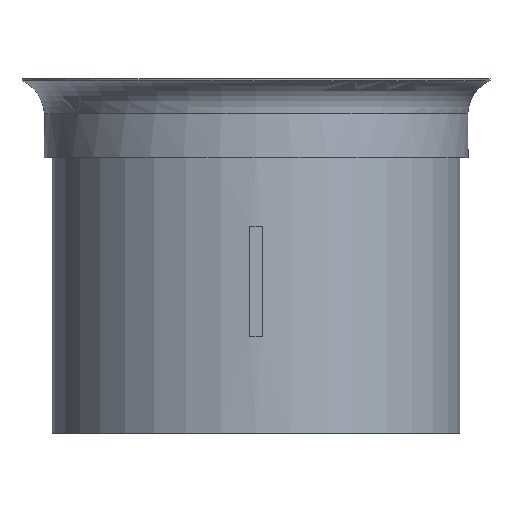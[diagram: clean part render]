
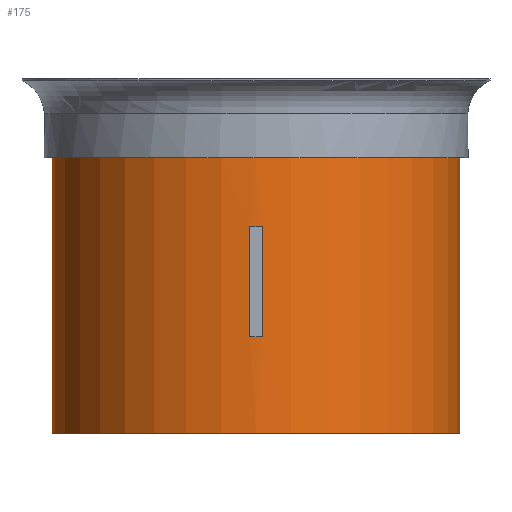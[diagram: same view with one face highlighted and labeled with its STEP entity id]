
A CAD part, left-side view. The second image highlights one B-rep face of the part: STEP entity #175.
In plain terms, the highlighted cylindrical face has radius 37 mm (diameter 74 mm), a full revolution.
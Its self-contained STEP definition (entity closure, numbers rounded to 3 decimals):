
#175=ADVANCED_FACE('',(#687,#689,#691,#693),#695,.T.);
#687=FACE_BOUND('',#688,.T.);
#688=EDGE_LOOP('',(#1115,#1116,#1117,#1118,#1119,#1120));
#689=FACE_OUTER_BOUND('',#690,.T.);
#690=EDGE_LOOP('',(#1121));
#691=FACE_OUTER_BOUND('',#692,.T.);
#692=EDGE_LOOP('',(#1122));
#693=FACE_BOUND('',#694,.T.);
#694=EDGE_LOOP('',(#1123,#1124,#1125,#1126));
#695=CYLINDRICAL_SURFACE('',#696,37.);
#696=AXIS2_PLACEMENT_3D('',#697,#698,#699);
#697=CARTESIAN_POINT('',(0.,0.,0.));
#698=DIRECTION('',(-0.,-0.,-1.));
#699=DIRECTION('',(-1.,0.,0.));
#1115=ORIENTED_EDGE('',*,*,#1438,.T.);
#1116=ORIENTED_EDGE('',*,*,#1439,.T.);
#1117=ORIENTED_EDGE('',*,*,#1440,.T.);
#1118=ORIENTED_EDGE('',*,*,#1441,.T.);
#1119=ORIENTED_EDGE('',*,*,#1442,.T.);
#1120=ORIENTED_EDGE('',*,*,#1443,.T.);
#1121=ORIENTED_EDGE('',*,*,#1444,.T.);
#1122=ORIENTED_EDGE('',*,*,#1445,.F.);
#1123=ORIENTED_EDGE('',*,*,#1446,.T.);
#1124=ORIENTED_EDGE('',*,*,#1447,.T.);
#1125=ORIENTED_EDGE('',*,*,#1448,.T.);
#1126=ORIENTED_EDGE('',*,*,#1449,.T.);
#1438=EDGE_CURVE('',#1671,#1672,#1673,.T.);
#1439=EDGE_CURVE('',#1672,#1674,#1675,.T.);
#1440=EDGE_CURVE('',#1674,#1676,#1677,.T.);
#1441=EDGE_CURVE('',#1676,#1678,#1679,.T.);
#1442=EDGE_CURVE('',#1678,#1680,#1681,.T.);
#1443=EDGE_CURVE('',#1680,#1671,#1682,.T.);
#1444=EDGE_CURVE('',#1683,#1683,#1684,.T.);
#1445=EDGE_CURVE('',#1685,#1685,#1686,.T.);
#1446=EDGE_CURVE('',#1687,#1688,#1689,.T.);
#1447=EDGE_CURVE('',#1688,#1690,#1691,.T.);
#1448=EDGE_CURVE('',#1690,#1692,#1693,.T.);
#1449=EDGE_CURVE('',#1692,#1687,#1694,.T.);
#1671=VERTEX_POINT('',#2829);
#1672=VERTEX_POINT('',#2830);
#1673=CIRCLE('',#2831,37.);
#1674=VERTEX_POINT('',#2835);
#1675=CIRCLE('',#2836,37.);
#1676=VERTEX_POINT('',#2840);
#1677=LINE('',#2841,#2842);
#1678=VERTEX_POINT('',#2844);
#1679=CIRCLE('',#2845,37.);
#1680=VERTEX_POINT('',#2849);
#1681=CIRCLE('',#2850,37.);
#1682=LINE('',#2854,#2855);
#1683=VERTEX_POINT('',#2857);
#1684=CIRCLE('',#2858,37.);
#1685=VERTEX_POINT('',#2862);
#1686=CIRCLE('',#2863,37.);
#1687=VERTEX_POINT('',#2867);
#1688=VERTEX_POINT('',#2868);
#1689=LINE('',#2869,#2870);
#1690=VERTEX_POINT('',#2872);
#1691=CIRCLE('',#2873,37.);
#1692=VERTEX_POINT('',#2877);
#1693=LINE('',#2878,#2879);
#1694=CIRCLE('',#2881,37.);
#2829=CARTESIAN_POINT('',(-36.982,1.15,37.5));
#2830=CARTESIAN_POINT('',(-37.,0.,37.5));
#2831=AXIS2_PLACEMENT_3D('',#2832,#2833,#2834);
#2832=CARTESIAN_POINT('',(0.,0.,37.5));
#2833=DIRECTION('',(0.,-0.,1.));
#2834=DIRECTION('',(-1.,0.031,0.));
#2835=CARTESIAN_POINT('',(-36.982,-1.15,37.5));
#2836=AXIS2_PLACEMENT_3D('',#2837,#2838,#2839);
#2837=CARTESIAN_POINT('',(0.,0.,37.5));
#2838=DIRECTION('',(0.,0.,1.));
#2839=DIRECTION('',(-1.,0.,0.));
#2840=CARTESIAN_POINT('',(-36.982,-1.15,17.5));
#2841=CARTESIAN_POINT('',(-36.982,-1.15,37.5));
#2842=VECTOR('',#2843,1.);
#2843=DIRECTION('',(0.,0.,-1.));
#2844=CARTESIAN_POINT('',(-37.,0.,17.5));
#2845=AXIS2_PLACEMENT_3D('',#2846,#2847,#2848);
#2846=CARTESIAN_POINT('',(0.,0.,17.5));
#2847=DIRECTION('',(0.,-0.,-1.));
#2848=DIRECTION('',(-1.,-0.031,0.));
#2849=CARTESIAN_POINT('',(-36.982,1.15,17.5));
#2850=AXIS2_PLACEMENT_3D('',#2851,#2852,#2853);
#2851=CARTESIAN_POINT('',(0.,0.,17.5));
#2852=DIRECTION('',(0.,0.,-1.));
#2853=DIRECTION('',(-1.,0.,0.));
#2854=CARTESIAN_POINT('',(-36.982,1.15,17.5));
#2855=VECTOR('',#2856,1.);
#2856=DIRECTION('',(0.,0.,1.));
#2857=CARTESIAN_POINT('',(-37.,0.,50.));
#2858=AXIS2_PLACEMENT_3D('',#2859,#2860,#2861);
#2859=CARTESIAN_POINT('',(0.,0.,50.));
#2860=DIRECTION('',(-0.,0.,-1.));
#2861=DIRECTION('',(-1.,0.,0.));
#2862=CARTESIAN_POINT('',(-37.,0.,0.));
#2863=AXIS2_PLACEMENT_3D('',#2864,#2865,#2866);
#2864=CARTESIAN_POINT('',(0.,0.,0.));
#2865=DIRECTION('',(-0.,-0.,-1.));
#2866=DIRECTION('',(-1.,0.,0.));
#2867=CARTESIAN_POINT('',(36.982,-1.15,17.5));
#2868=CARTESIAN_POINT('',(36.982,-1.15,37.5));
#2869=CARTESIAN_POINT('',(36.982,-1.15,17.5));
#2870=VECTOR('',#2871,1.);
#2871=DIRECTION('',(0.,0.,1.));
#2872=CARTESIAN_POINT('',(36.982,1.15,37.5));
#2873=AXIS2_PLACEMENT_3D('',#2874,#2875,#2876);
#2874=CARTESIAN_POINT('',(0.,0.,37.5));
#2875=DIRECTION('',(-0.,0.,1.));
#2876=DIRECTION('',(1.,-0.031,0.));
#2877=CARTESIAN_POINT('',(36.982,1.15,17.5));
#2878=CARTESIAN_POINT('',(36.982,1.15,37.5));
#2879=VECTOR('',#2880,1.);
#2880=DIRECTION('',(0.,0.,-1.));
#2881=AXIS2_PLACEMENT_3D('',#2882,#2883,#2884);
#2882=CARTESIAN_POINT('',(0.,0.,17.5));
#2883=DIRECTION('',(0.,-0.,-1.));
#2884=DIRECTION('',(1.,0.031,0.));
